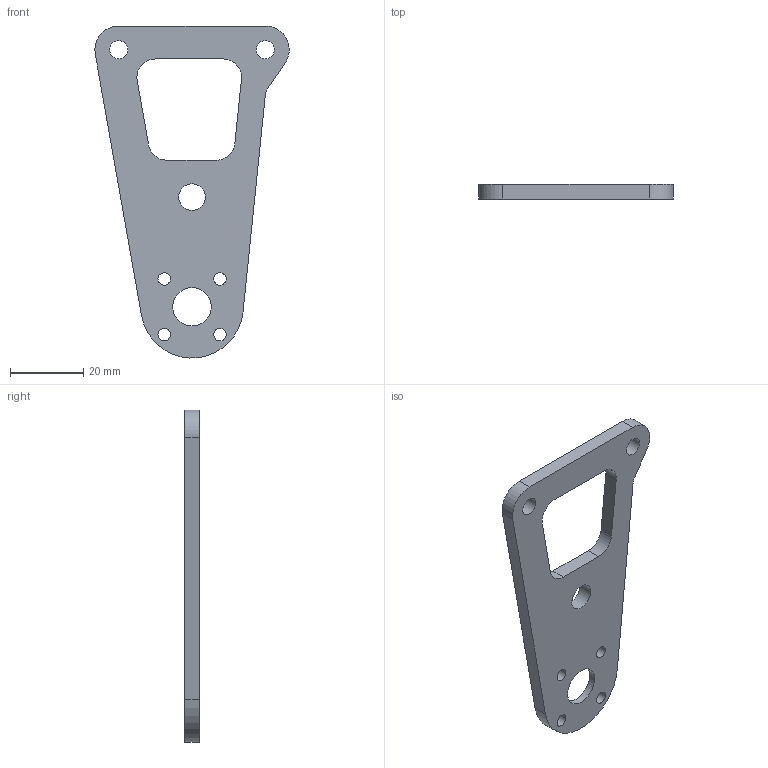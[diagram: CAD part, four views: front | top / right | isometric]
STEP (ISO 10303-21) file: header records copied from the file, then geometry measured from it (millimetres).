
FILE_DESCRIPTION(/* description */ (''),/* implementation_level */ '2;1');
FILE_NAME(/* name */ 'Ender 3 motor mount front.step',/* time_stamp */ '2024-04-18T14:03:43+01:00',/* author */ (''),/* organization */ (''),/* preprocessor_version */ 'ST-DEVELOPER v20',/* originating_system */ 'Autodesk Translation Framework v12.20.1.177',/* authorisation */ '');
FILE_SCHEMA (('AUTOMOTIVE_DESIGN { 1 0 10303 214 3 1 1 }'));
Length unit declared in the file: millimetre
Products named in the file (1): Ender 3 mods for andy
Bounding box: 52.99 x 4 x 90.58 mm (x, y, z)
Volume: 9461.1 mm3; surface area: 6819.4 mm2
Topology: 1 solids, 1 shells, 28 faces, 75 edges, 50 vertices
Faces by surface type: cylinder 17, plane 11
Full cylindrical faces by diameter (mm): 3.4 x4, 5 x2, 7.25 x1, 10.5 x1, 17 x1
Entity records: 969 total; most frequent: DIRECTION 167, CARTESIAN_POINT 154, ORIENTED_EDGE 150, EDGE_CURVE 75, AXIS2_PLACEMENT_3D 63, VERTEX_POINT 50, EDGE_LOOP 47, LINE 41
